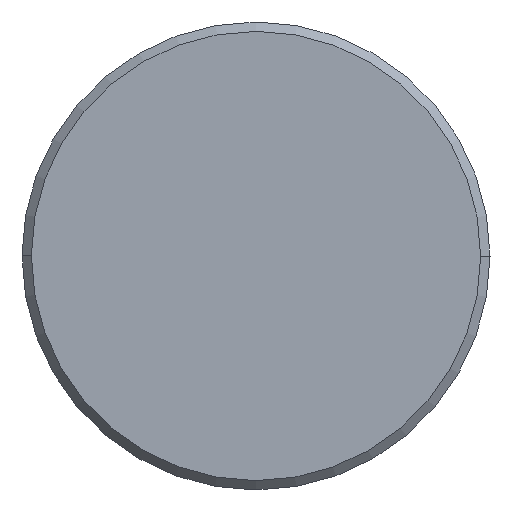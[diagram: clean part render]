
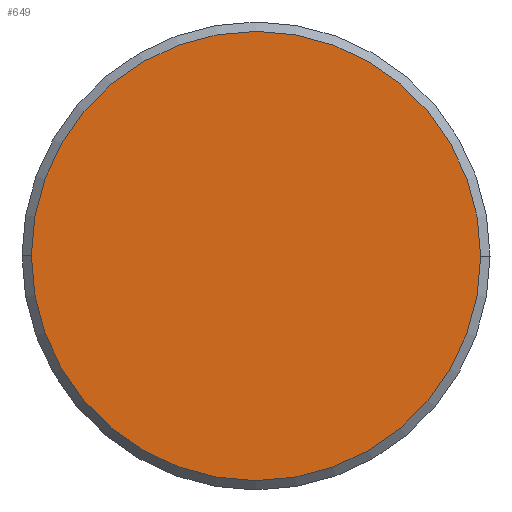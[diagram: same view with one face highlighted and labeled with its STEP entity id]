
A CAD part, left-side view. The second image highlights one B-rep face of the part: STEP entity #649.
In plain terms, the highlighted planar face has unit normal (-1, 0, 0).
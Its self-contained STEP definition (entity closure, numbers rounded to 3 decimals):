
#206 = PLANE ( 'NONE',  #3910 ) ;
#348 = ORIENTED_EDGE ( 'NONE', *, *, #2708, .T. ) ;
#649 = ADVANCED_FACE ( 'NONE', ( #2361 ), #206, .F. ) ;
#674 = AXIS2_PLACEMENT_3D ( 'NONE', #4714, #5115, #1760 ) ;
#897 = EDGE_CURVE ( 'NONE', #3292, #2082, #1198, .T. ) ;
#1038 = DIRECTION ( 'NONE',  ( 1., 0., 0. ) ) ;
#1177 = CARTESIAN_POINT ( 'NONE',  ( -10.755, -6.72, -0.001 ) ) ;
#1198 = CIRCLE ( 'NONE', #674, 6.72 ) ;
#1760 = DIRECTION ( 'NONE',  ( 0., -1., 0. ) ) ;
#1916 = CARTESIAN_POINT ( 'NONE',  ( -10.755, 6.72, 0.001 ) ) ;
#2082 = VERTEX_POINT ( 'NONE', #1916 ) ;
#2163 = ORIENTED_EDGE ( 'NONE', *, *, #897, .T. ) ;
#2232 = CARTESIAN_POINT ( 'NONE',  ( -10.755, 0., 0. ) ) ;
#2361 = FACE_OUTER_BOUND ( 'NONE', #5289, .T. ) ;
#2582 = CIRCLE ( 'NONE', #3310, 6.72 ) ;
#2708 = EDGE_CURVE ( 'NONE', #2082, #3292, #2582, .T. ) ;
#3292 = VERTEX_POINT ( 'NONE', #1177 ) ;
#3310 = AXIS2_PLACEMENT_3D ( 'NONE', #2232, #4788, #3954 ) ;
#3626 = DIRECTION ( 'NONE',  ( 0., -1., 0. ) ) ;
#3910 = AXIS2_PLACEMENT_3D ( 'NONE', #4887, #1038, #3626 ) ;
#3954 = DIRECTION ( 'NONE',  ( 0., -1., 0. ) ) ;
#4714 = CARTESIAN_POINT ( 'NONE',  ( -10.755, 0., 0. ) ) ;
#4788 = DIRECTION ( 'NONE',  ( -1., 0., 0. ) ) ;
#4887 = CARTESIAN_POINT ( 'NONE',  ( -10.755, 6.72, 0.001 ) ) ;
#5115 = DIRECTION ( 'NONE',  ( -1., 0., 0. ) ) ;
#5289 = EDGE_LOOP ( 'NONE', ( #348, #2163 ) ) ;
